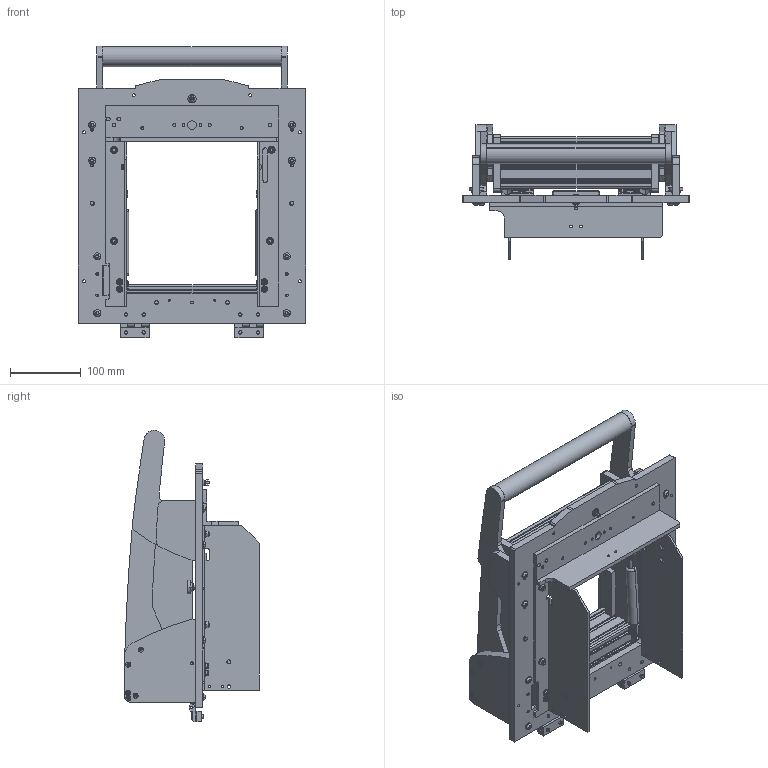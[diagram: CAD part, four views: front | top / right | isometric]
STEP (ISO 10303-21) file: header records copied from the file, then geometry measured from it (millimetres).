
FILE_DESCRIPTION (( 'STEP AP214' ), '1' );
FILE_NAME ('105126~0.STEP', '2019-07-08T07:06:13', ( '' ), ( '' ), 'SwSTEP 2.0', 'SolidWorks 2018', '' );
FILE_SCHEMA (( 'AUTOMOTIVE_DESIGN' ));
Length unit declared in the file: millimetre
Products named in the file (1): 105126~0
Bounding box: 320 x 190 x 410.44 mm (x, y, z)
Volume: 2435381.3 mm3; surface area: 965730.9 mm2
Topology: 144 solids, 144 shells, 3370 faces, 8465 edges, 5396 vertices
Faces by surface type: plane 1363, cylinder 1293, cone 538, bspline 84, sphere 52, torus 40
Entity records: 141720 total; most frequent: CARTESIAN_POINT 20331, DIRECTION 17978, ORIENTED_EDGE 16738, EDGE_CURVE 8369, AXIS2_PLACEMENT_3D 6632, VERTEX_POINT 5396, VECTOR 4714, LINE 4714
